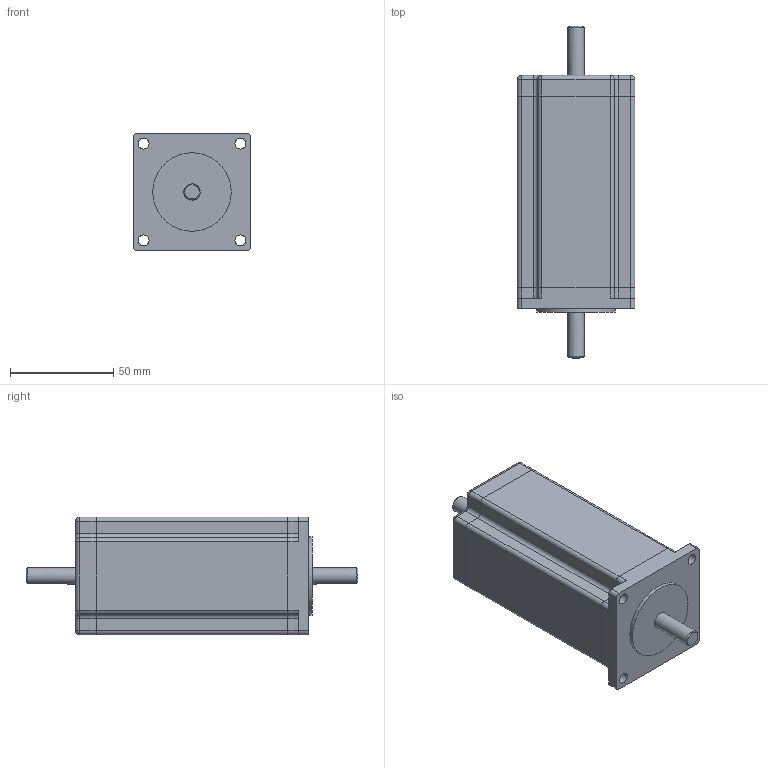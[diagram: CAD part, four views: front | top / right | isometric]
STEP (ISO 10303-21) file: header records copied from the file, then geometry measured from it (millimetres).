
FILE_DESCRIPTION(/* description */ (''),/* implementation_level */ '2;1');
FILE_NAME(/* name */ 'NEMA23, Dual, 113mm Body, 8mm Shaft.stp',/* time_stamp */ '2019-08-30T14:24:23-04:00',/* author */ ('s.ritter'),/* organization */ (''),/* preprocessor_version */ 'ST-DEVELOPER v16.13',/* originating_system */ 'Autodesk Inventor 2018',/* authorisation */ '');
FILE_SCHEMA (('AUTOMOTIVE_DESIGN { 1 0 10303 214 3 1 1 }'));
Length unit declared in the file: millimetre
Products named in the file (1): NEMA23, Dual, 113mm Body, 8mm Shaft
Bounding box: 57 x 161 x 57 mm (x, y, z)
Volume: 327239.3 mm3; surface area: 32447.8 mm2
Topology: 1 solids, 1 shells, 124 faces, 276 edges, 157 vertices
Faces by surface type: cylinder 59, plane 51, sphere 8, torus 4, cone 2
Full cylindrical faces by diameter (mm): 5.3 x4, 8 x2, 38.1 x1
Entity records: 3364 total; most frequent: DIRECTION 612, CARTESIAN_POINT 553, ORIENTED_EDGE 528, EDGE_CURVE 264, AXIS2_PLACEMENT_3D 227, LINE 158, VECTOR 158, VERTEX_POINT 152
